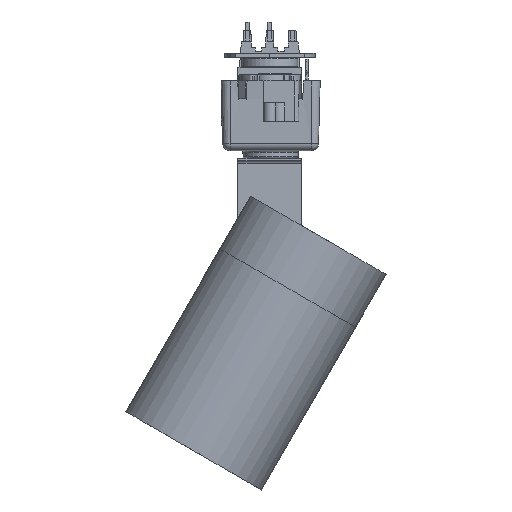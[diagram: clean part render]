
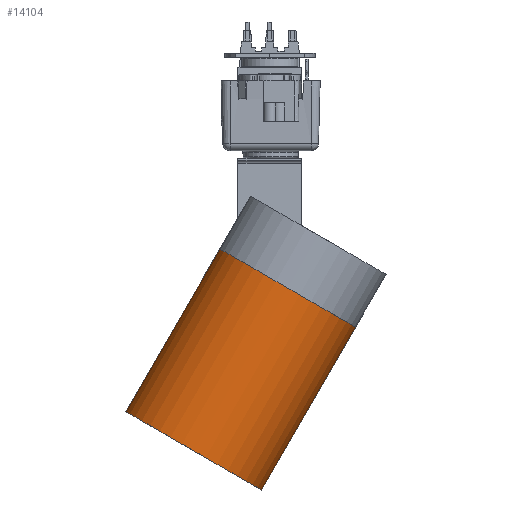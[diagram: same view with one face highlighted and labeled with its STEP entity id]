
A CAD part, left-side view. The second image highlights one B-rep face of the part: STEP entity #14104.
In plain terms, the highlighted cylindrical face has radius 26.988 mm (diameter 53.975 mm), a full revolution.
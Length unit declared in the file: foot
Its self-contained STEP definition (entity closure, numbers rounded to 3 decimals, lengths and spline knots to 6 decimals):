
#1202=CYLINDRICAL_SURFACE('',#16079,0.088542);
#2102=FACE_OUTER_BOUND('',#3067,.T.);
#3067=EDGE_LOOP('',(#13018,#13019,#13020,#13021,#13022,#13023));
#4537=LINE('',#24977,#6021);
#6021=VECTOR('',#20055,0.088542);
#6330=CIRCLE('',#16068,0.088542);
#6332=CIRCLE('',#16071,0.088542);
#6335=CIRCLE('',#16076,0.088542);
#6336=CIRCLE('',#16078,0.088542);
#7382=VERTEX_POINT('',#24954);
#7383=VERTEX_POINT('',#24956);
#7386=VERTEX_POINT('',#24969);
#7387=VERTEX_POINT('',#24970);
#9259=EDGE_CURVE('',#7382,#7383,#6330,.T.);
#9262=EDGE_CURVE('',#7383,#7382,#6332,.T.);
#9266=EDGE_CURVE('',#7386,#7387,#6335,.T.);
#9269=EDGE_CURVE('',#7387,#7386,#6336,.T.);
#9270=EDGE_CURVE('',#7383,#7386,#4537,.T.);
#13018=ORIENTED_EDGE('',*,*,#9259,.F.);
#13019=ORIENTED_EDGE('',*,*,#9262,.F.);
#13020=ORIENTED_EDGE('',*,*,#9270,.T.);
#13021=ORIENTED_EDGE('',*,*,#9269,.F.);
#13022=ORIENTED_EDGE('',*,*,#9266,.F.);
#13023=ORIENTED_EDGE('',*,*,#9270,.F.);
#14104=ADVANCED_FACE('',(#2102),#1202,.T.);
#16068=AXIS2_PLACEMENT_3D('',#24957,#20027,#20028);
#16071=AXIS2_PLACEMENT_3D('',#24961,#20034,#20035);
#16076=AXIS2_PLACEMENT_3D('',#24971,#20045,#20046);
#16078=AXIS2_PLACEMENT_3D('',#24975,#20051,#20052);
#16079=AXIS2_PLACEMENT_3D('',#24976,#20053,#20054);
#20027=DIRECTION('center_axis',(0.,0.5,
-0.866));
#20028=DIRECTION('ref_axis',(-1.,0.,0.));
#20034=DIRECTION('center_axis',(0.,0.5,
-0.866));
#20035=DIRECTION('ref_axis',(-1.,0.,0.));
#20045=DIRECTION('center_axis',(0.,-0.5,
0.866));
#20046=DIRECTION('ref_axis',(-1.,0.,0.));
#20051=DIRECTION('center_axis',(0.,-0.5,
0.866));
#20052=DIRECTION('ref_axis',(-1.,0.,0.));
#20053=DIRECTION('center_axis',(0.,0.5,
-0.866));
#20054=DIRECTION('ref_axis',(-1.,0.,0.));
#20055=DIRECTION('',(0.,-0.5,0.866));
#24954=CARTESIAN_POINT('',(-0.091295,0.085937,-0.460803));
#24956=CARTESIAN_POINT('',(0.085788,0.085937,-0.460803));
#24957=CARTESIAN_POINT('Origin',(-0.002753,0.085937,
-0.460803));
#24961=CARTESIAN_POINT('Origin',(-0.002753,0.085937,
-0.460803));
#24969=CARTESIAN_POINT('',(0.085788,-0.020266,-0.276854));
#24970=CARTESIAN_POINT('',(-0.091295,-0.020266,-0.276854));
#24971=CARTESIAN_POINT('Origin',(-0.002753,-0.020266,
-0.276854));
#24975=CARTESIAN_POINT('Origin',(-0.002753,-0.020266,
-0.276854));
#24976=CARTESIAN_POINT('Origin',(-0.002753,0.085937,
-0.460803));
#24977=CARTESIAN_POINT('',(0.085788,0.085937,-0.460803));
